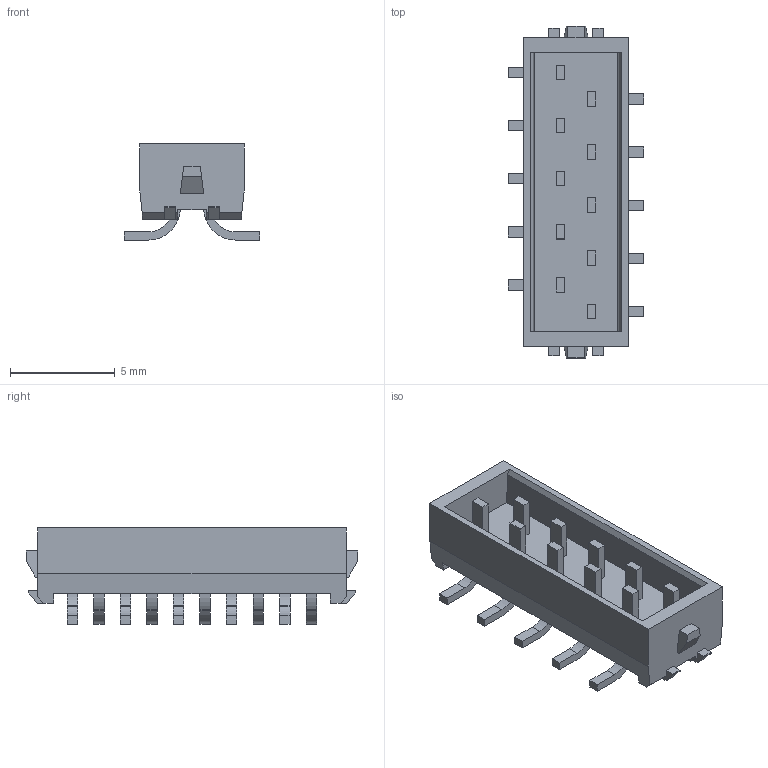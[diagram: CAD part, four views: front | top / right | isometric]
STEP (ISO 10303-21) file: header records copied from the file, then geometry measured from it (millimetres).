
FILE_DESCRIPTION((''),'2;1');
FILE_NAME('TYCO_8-338728-0-MM10MS','2009-10-09T',('dburnier'),(''),'PRO/ENGINEER BY PARAMETRIC TECHNOLOGY CORPORATION, 2008410','PRO/ENGINEER BY PARAMETRIC TECHNOLOGY CORPORATION, 2008410','');
FILE_SCHEMA(('AUTOMOTIVE_DESIGN_CC2 { 1 2 10303 214 -1 1 5 2 }'));
Length unit declared in the file: millimetre
Products named in the file (1): TYCO_8-338728-0-MM10MS
Bounding box: 6.5 x 15.88 x 4.6 mm (x, y, z)
Volume: 144.9 mm3; surface area: 440.4 mm2
Topology: 1 solids, 1 shells, 227 faces, 606 edges, 404 vertices
Faces by surface type: plane 187, cylinder 40
Entity records: 7546 total; most frequent: CARTESIAN_POINT 1237, ORIENTED_EDGE 1212, DIRECTION 1140, EDGE_CURVE 606, VECTOR 526, LINE 526, VERTEX_POINT 404, AXIS2_PLACEMENT_3D 307
